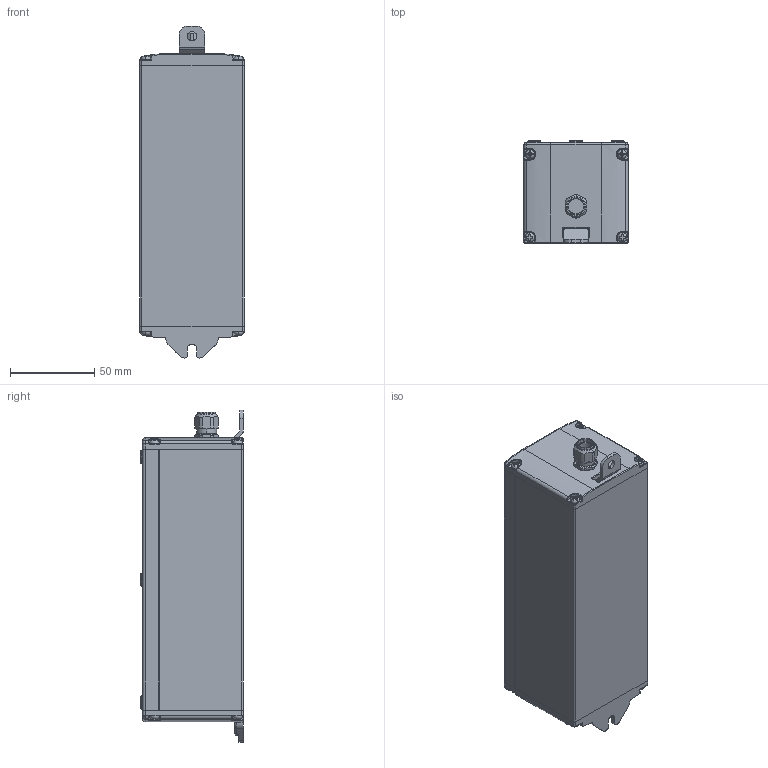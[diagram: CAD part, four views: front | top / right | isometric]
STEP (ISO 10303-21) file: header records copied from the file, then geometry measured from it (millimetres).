
FILE_DESCRIPTION (( 'STEP AP203' ), '1' );
FILE_NAME ('R6B-201-STP.step', '2025-07-18T09:50:38', ( '' ), ( '' ), 'SwSTEP 2.0', 'SolidWorks 2020', '' );
FILE_SCHEMA (( 'CONFIG_CONTROL_DESIGN' ));
Length unit declared in the file: millimetre
Products named in the file (9): SBOX(F)6260_Main Frame(非常停止1押釦1、押釦2); 十字穴付ﾅﾍﾞ小ﾈｼﾞ M3× (ｽﾃﾝﾚｽ)-1; 嬌掅摢彫燃轒4-1; SBOX(F)4545_Bracket-1; SBOX(F)6260_Cap(A-抜き勾配無); キャプコン-1; R6B-201-STP; SBOX(F)6260_Cap(B-抜き勾配無); SBOX(F)6260_Lid Frame(2“_BOX)
Assembly tree (18 placements, depth 2):
  R6B-201-STP
    SBOX(F)6260_Main Frame(非常停止1押釦1、押釦2)
    SBOX(F)6260_Lid Frame(2“_BOX)
    SBOX(F)6260_Cap(B-抜き勾配無)
    SBOX(F)4545_Bracket-1
    SBOX(F)6260_Cap(A-抜き勾配無)
    十字穴付ﾅﾍﾞ小ﾈｼﾞ M3× (ｽﾃﾝﾚｽ)-1  x8
    嬌掅摢彫燃轒4-1  x4
    キャプコン-1
Bounding box: 62 x 60.9 x 197.5 mm (x, y, z)
Volume: 208430.4 mm3; surface area: 106074.1 mm2
Topology: 18 solids, 18 shells, 848 faces, 2108 edges, 1320 vertices
Faces by surface type: plane 353, cylinder 262, torus 140, bspline 54, cone 35, sphere 4
Entity records: 21453 total; most frequent: CARTESIAN_POINT 5693, DIRECTION 3210, ORIENTED_EDGE 3008, EDGE_CURVE 1504, AXIS2_PLACEMENT_3D 1303, VERTEX_POINT 926, CIRCLE 727, EDGE_LOOP 662
